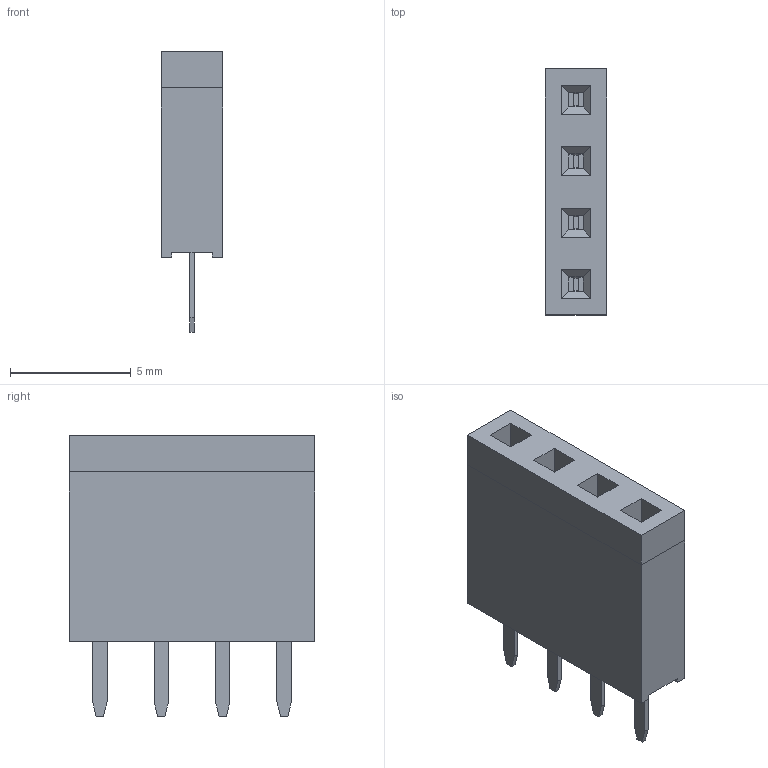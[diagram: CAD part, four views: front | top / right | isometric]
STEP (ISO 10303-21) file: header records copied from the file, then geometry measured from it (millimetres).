
FILE_DESCRIPTION(('FreeCAD Model'),'2;1');
FILE_NAME( 'PinSocket_1x04_P2.54mm_Vertical_8.5mm.step', '2020-06-25T01:58:37',('Author'),(''), 'Open CASCADE STEP processor 7.3','FreeCAD','Unknown');
FILE_SCHEMA(('AUTOMOTIVE_DESIGN { 1 0 10303 214 1 1 1 1 }'));
Length unit declared in the file: millimetre
Products named in the file (1): Pad
Bounding box: 2.54 x 10.16 x 11.6 mm (x, y, z)
Volume: 200 mm3; surface area: 382.1 mm2
Topology: 1 solids, 1 shells, 154 faces, 384 edges, 244 vertices
Faces by surface type: plane 154
Entity records: 5531 total; most frequent: CARTESIAN_POINT 783, ORIENTED_EDGE 768, DIRECTION 694, EDGE_CURVE 384, LINE 384, VECTOR 384, VERTEX_POINT 244, FACE_BOUND 166
